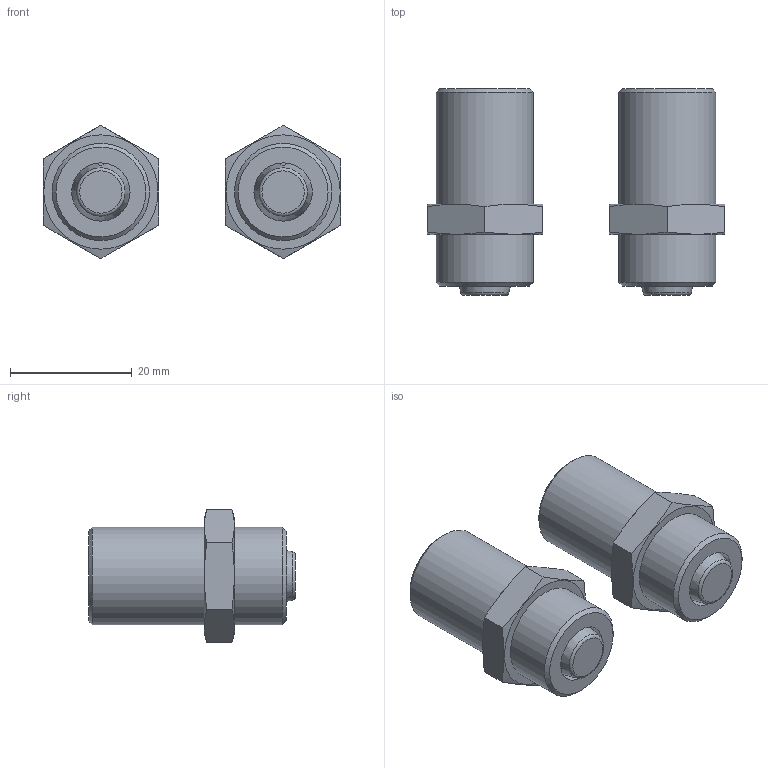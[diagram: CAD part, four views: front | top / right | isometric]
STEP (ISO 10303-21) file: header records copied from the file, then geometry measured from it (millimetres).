
FILE_DESCRIPTION(/* description */ ('STEP AP214'),/* implementation_level */ '2;1');
FILE_NAME(/* name */ '550660_DSM-40-P-B',/* time_stamp */ '2024-08-21T18:47:31+02:00',/* author */ ('License CC BY-ND 4.0'),/* organization */ ('CADENAS'),/* preprocessor_version */ 'ST-DEVELOPER v19.3',/* originating_system */ 'PARTsolutions',/* authorisation */ ' ');
FILE_SCHEMA (('AUTOMOTIVE_DESIGN {1 0 10303 214 3 1 1}'));
Length unit declared in the file: millimetre
Products named in the file (4): 550660 DSM-40-P-B; 710518 DSM-40-P-B; 348988 SPZ-25-P-A M16X1-5-19; 371076 SLT-20
Assembly tree (6 placements, depth 2):
  550660 DSM-40-P-B
    710518 DSM-40-P-B  x2
    348988 SPZ-25-P-A M16X1-5-19  x2
    371076 SLT-20  x2
Bounding box: 49 x 34 x 21.94 mm (x, y, z)
Volume: 14164.3 mm3; surface area: 6980.4 mm2
Topology: 6 solids, 6 shells, 76 faces, 168 edges, 108 vertices
Faces by surface type: plane 40, cone 18, cylinder 14, torus 4
Full cylindrical faces by diameter (mm): 9.6 x2, 14.917 x2, 16 x2
Entity records: 1115 total; most frequent: CARTESIAN_POINT 252, DIRECTION 156, ORIENTED_EDGE 130, EDGE_CURVE 65, AXIS2_PLACEMENT_3D 64, FACE_BOUND 57, EDGE_LOOP 56, VERTEX_POINT 50
